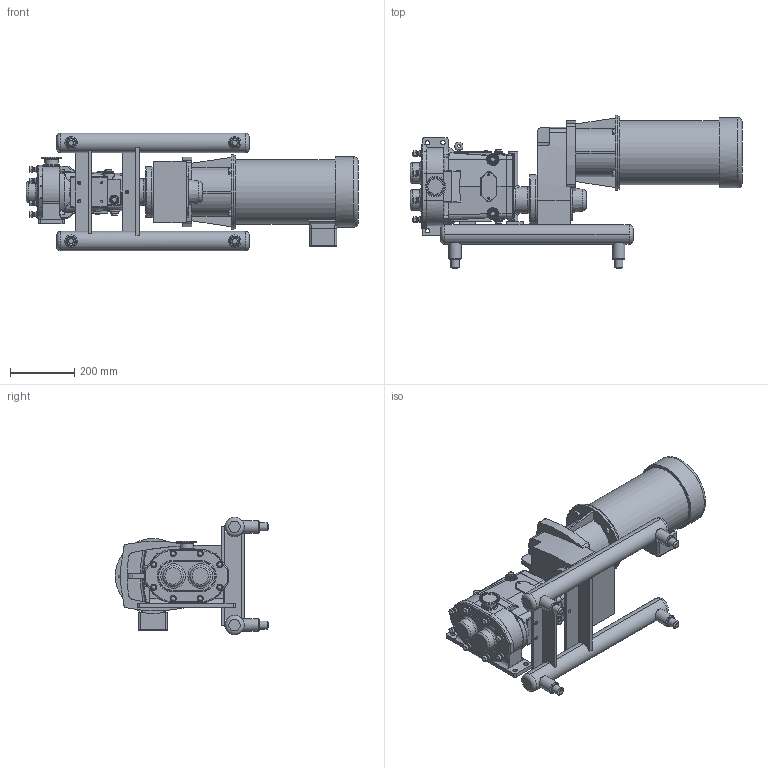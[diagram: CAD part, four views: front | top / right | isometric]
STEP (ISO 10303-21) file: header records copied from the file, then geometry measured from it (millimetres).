
FILE_DESCRIPTION(/* description */ (''),/* implementation_level */ '2;1');
FILE_NAME(/* name */ 'U1_034U1_184TC_(1.87 x 6.9)x2.0_S-Line_5HP_LH_SM.stp',/* time_stamp */ '2021-05-24T16:20:49+06:00',/* author */ ('trtmhr'),/* organization */ (''),/* preprocessor_version */ 'ST-DEVELOPER v18.1',/* originating_system */ 'Autodesk Inventor 2020',/* authorisation */ '');
FILE_SCHEMA (('AUTOMOTIVE_DESIGN { 1 0 10303 214 3 1 1 }'));
Length unit declared in the file: inch
Products named in the file (1): U1_034U1_184TC_(1.87 x 6.9)x2.0_S-Line_5HP_LH_SM
Bounding box: 1029.92 x 476.09 x 365.12 mm (x, y, z)
Volume: 35474897.8 mm3; surface area: 1463424.3 mm2
Topology: 4 solids, 4 shells, 1066 faces, 2820 edges, 1838 vertices
Faces by surface type: plane 509, cylinder 296, bspline 102, torus 89, cone 54, sphere 16
Full cylindrical faces by diameter (mm): 6.35 x4, 7.62 x2, 7.798 x1, 10.312 x3, 13.487 x4, 14.275 x8, 15.24 x1, 19.05 x8, 23.876 x3, 25.4 x9, 29.21 x2, 31.75 x3, 35.052 x6, 38.1 x4, 41.275 x1, 42.291 x1, 46.838 x1, 47.625 x1, 63.5 x2, 64.008 x1, 82.55 x1, 158.217 x1, 158.242 x1, 199.542 x1, 218.338 x1, 227.559 x1, 232.994 x1
Entity records: 36215 total; most frequent: CARTESIAN_POINT 9548, ORIENTED_EDGE 5614, DIRECTION 5540, EDGE_CURVE 2807, AXIS2_PLACEMENT_3D 2072, VERTEX_POINT 1838, LINE 1396, VECTOR 1396
